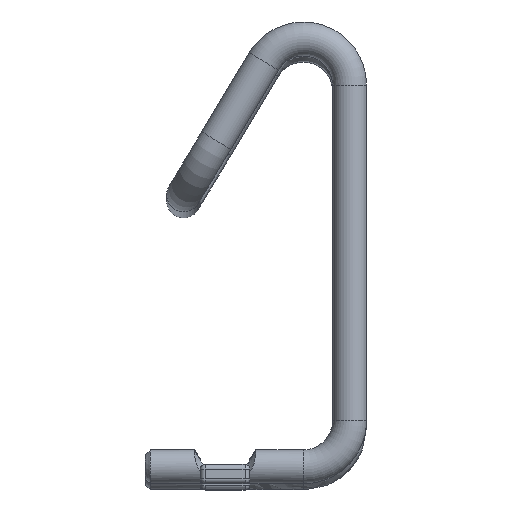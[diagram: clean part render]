
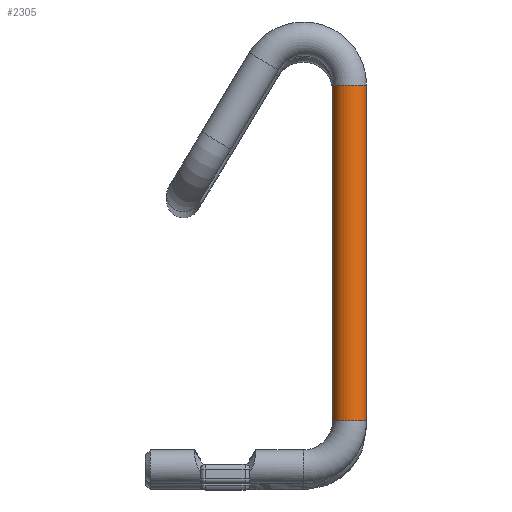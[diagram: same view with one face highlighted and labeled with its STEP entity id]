
A CAD part, top view. The second image highlights one B-rep face of the part: STEP entity #2305.
In plain terms, the highlighted cylindrical face has radius 3.5 mm (diameter 7 mm), a full revolution.
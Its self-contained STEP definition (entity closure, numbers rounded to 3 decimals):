
#2274=CARTESIAN_POINT('',(33.624,20.734,0.));
#2275=VERTEX_POINT('',#2274);
#2276=CARTESIAN_POINT('',(37.124,20.734,0.0));
#2277=DIRECTION('',(0.0,-1.0,0.0));
#2278=DIRECTION('',(1.0,0.0,0.0));
#2279=AXIS2_PLACEMENT_3D('',#2276,#2277,#2278);
#2280=CIRCLE('',#2279,3.5);
#2281=EDGE_CURVE('',#2275,#2275,#2280,.T.);
#2286=CARTESIAN_POINT('',(37.124,-48.266,0.0));
#2287=DIRECTION('',(0.,1.0,0.0));
#2288=DIRECTION('',(1.0,0.0,0.0));
#2289=AXIS2_PLACEMENT_3D('',#2286,#2287,#2288);
#2290=CYLINDRICAL_SURFACE('',#2289,3.5);
#2291=ORIENTED_EDGE('',*,*,#2281,.T.);
#2292=EDGE_LOOP('',(#2291));
#2293=FACE_OUTER_BOUND('',#2292,.T.);
#2294=CARTESIAN_POINT('',(33.624,-48.266,0.));
#2295=VERTEX_POINT('',#2294);
#2296=CARTESIAN_POINT('',(37.124,-48.266,0.0));
#2297=DIRECTION('',(0.0,-1.0,0.0));
#2298=DIRECTION('',(1.0,0.0,0.0));
#2299=AXIS2_PLACEMENT_3D('',#2296,#2297,#2298);
#2300=CIRCLE('',#2299,3.5);
#2301=EDGE_CURVE('',#2295,#2295,#2300,.T.);
#2302=ORIENTED_EDGE('',*,*,#2301,.F.);
#2303=EDGE_LOOP('',(#2302));
#2304=FACE_BOUND('',#2303,.T.);
#2305=ADVANCED_FACE('',(#2293,#2304),#2290,.T.);
